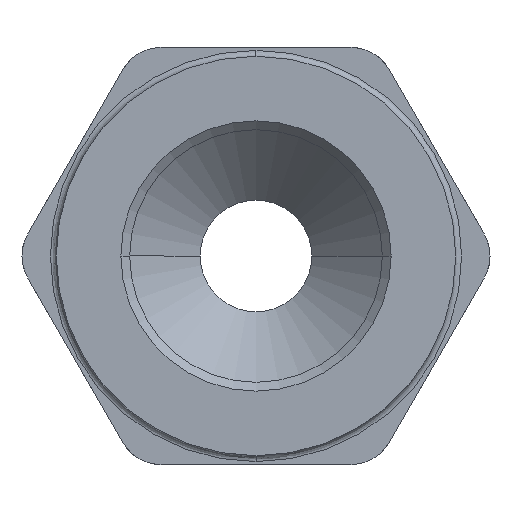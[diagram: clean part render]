
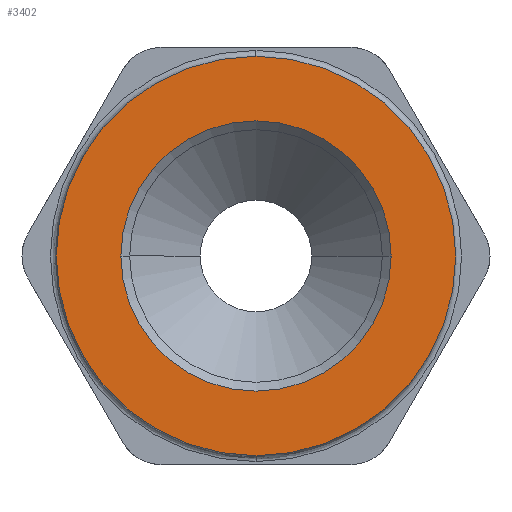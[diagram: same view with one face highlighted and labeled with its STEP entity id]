
A CAD part, left-side view. The second image highlights one B-rep face of the part: STEP entity #3402.
In plain terms, the highlighted planar face has unit normal (-1, 0, 0).
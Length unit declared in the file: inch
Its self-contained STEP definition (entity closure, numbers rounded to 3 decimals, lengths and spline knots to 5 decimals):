
#994=CARTESIAN_POINT('',(-1.1,0.,-0.34));
#995=VERTEX_POINT('',#994);
#1011=CARTESIAN_POINT('',(-1.1,0.,0.34));
#1012=VERTEX_POINT('',#1011);
#1019=CARTESIAN_POINT('',(-1.1,0.,0.));
#1020=DIRECTION('',(1.0,0.0,0.0));
#1021=DIRECTION('',(0.0,0.0,-1.0));
#1022=AXIS2_PLACEMENT_3D('',#1019,#1020,#1021);
#1023=CIRCLE('',#1022,0.34);
#1024=EDGE_CURVE('',#1012,#995,#1023,.T.);
#1662=CARTESIAN_POINT('',(-1.1,0.23,0.0));
#1663=VERTEX_POINT('',#1662);
#1670=CARTESIAN_POINT('',(-1.1,-0.23,0.));
#1671=VERTEX_POINT('',#1670);
#1672=CARTESIAN_POINT('',(-1.1,0.0,0.0));
#1673=DIRECTION('',(1.0,0.0,0.0));
#1674=DIRECTION('',(0.0,1.0,0.0));
#1675=AXIS2_PLACEMENT_3D('',#1672,#1673,#1674);
#1676=CIRCLE('',#1675,0.23);
#1677=EDGE_CURVE('',#1671,#1663,#1676,.T.);
#1703=CARTESIAN_POINT('',(-1.1,0.0,0.0));
#1704=DIRECTION('',(1.0,0.0,0.0));
#1705=DIRECTION('',(0.0,1.0,0.0));
#1706=AXIS2_PLACEMENT_3D('',#1703,#1704,#1705);
#1707=CIRCLE('',#1706,0.23);
#1708=EDGE_CURVE('',#1663,#1671,#1707,.T.);
#2674=CARTESIAN_POINT('',(-1.1,0.,0.));
#2675=DIRECTION('',(1.0,0.0,0.0));
#2676=DIRECTION('',(0.0,0.0,-1.0));
#2677=AXIS2_PLACEMENT_3D('',#2674,#2675,#2676);
#2678=CIRCLE('',#2677,0.34);
#2679=EDGE_CURVE('',#995,#1012,#2678,.T.);
#3389=CARTESIAN_POINT('',(-1.1,0.,0.));
#3390=DIRECTION('',(1.0,0.0,0.0));
#3391=DIRECTION('',(0.0,0.0,-1.0));
#3392=AXIS2_PLACEMENT_3D('',#3389,#3390,#3391);
#3393=PLANE('',#3392);
#3394=ORIENTED_EDGE('',*,*,#1024,.F.);
#3395=ORIENTED_EDGE('',*,*,#2679,.F.);
#3396=EDGE_LOOP('',(#3394,#3395));
#3397=FACE_OUTER_BOUND('',#3396,.T.);
#3398=ORIENTED_EDGE('',*,*,#1708,.T.);
#3399=ORIENTED_EDGE('',*,*,#1677,.T.);
#3400=EDGE_LOOP('',(#3398,#3399));
#3401=FACE_BOUND('',#3400,.T.);
#3402=ADVANCED_FACE('',(#3397,#3401),#3393,.F.);
